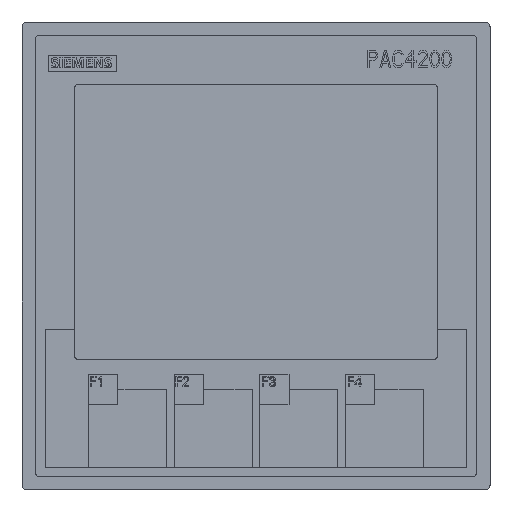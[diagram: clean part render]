
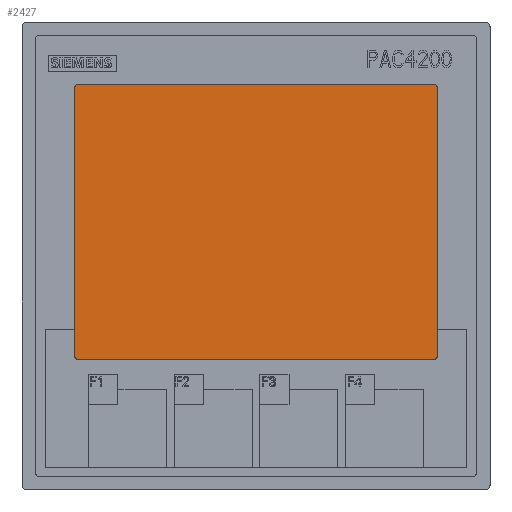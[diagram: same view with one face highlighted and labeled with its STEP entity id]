
A CAD part, top view. The second image highlights one B-rep face of the part: STEP entity #2427.
In plain terms, the highlighted planar face has unit normal (0, 0, 1).
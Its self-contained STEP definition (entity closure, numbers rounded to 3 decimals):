
#2427=ADVANCED_FACE('',(#6618),#6619,.T.);
#6618=FACE_OUTER_BOUND('',#12693,.T.);
#6619=PLANE('',#12694);
#12693=EDGE_LOOP('',(#21323,#21324,#21325,#21326,#21327,#21328,#21329,#21330,#21331,#21332,#21333,#21334));
#12694=AXIS2_PLACEMENT_3D('',#21335,#21336,#21337);
#21323=ORIENTED_EDGE('',*,*,#37602,.T.);
#21324=ORIENTED_EDGE('',*,*,#36171,.T.);
#21325=ORIENTED_EDGE('',*,*,#37606,.T.);
#21326=ORIENTED_EDGE('',*,*,#37608,.T.);
#21327=ORIENTED_EDGE('',*,*,#36166,.T.);
#21328=ORIENTED_EDGE('',*,*,#37614,.T.);
#21329=ORIENTED_EDGE('',*,*,#37616,.T.);
#21330=ORIENTED_EDGE('',*,*,#36160,.T.);
#21331=ORIENTED_EDGE('',*,*,#37622,.T.);
#21332=ORIENTED_EDGE('',*,*,#37624,.T.);
#21333=ORIENTED_EDGE('',*,*,#36155,.T.);
#21334=ORIENTED_EDGE('',*,*,#37627,.T.);
#21335=CARTESIAN_POINT('',(84.179,82.202,82.33));
#21336=DIRECTION('',(0.0,0.0,1.0));
#21337=DIRECTION('',(0.0,-1.0,0.0));
#36155=EDGE_CURVE('',#43031,#43032,#43033,.T.);
#36160=EDGE_CURVE('',#43040,#43041,#43042,.T.);
#36166=EDGE_CURVE('',#43051,#43052,#43053,.T.);
#36171=EDGE_CURVE('',#43060,#43061,#43062,.T.);
#37602=EDGE_CURVE('',#45704,#43060,#45705,.T.);
#37606=EDGE_CURVE('',#43061,#45708,#45710,.T.);
#37608=EDGE_CURVE('',#45708,#43051,#45712,.T.);
#37614=EDGE_CURVE('',#43052,#45719,#45721,.T.);
#37616=EDGE_CURVE('',#45719,#43040,#45723,.T.);
#37622=EDGE_CURVE('',#43041,#45730,#45732,.T.);
#37624=EDGE_CURVE('',#45730,#43031,#45734,.T.);
#37627=EDGE_CURVE('',#43032,#45704,#45737,.T.);
#43031=VERTEX_POINT('',#53429);
#43032=VERTEX_POINT('',#53430);
#43033=(B_SPLINE_CURVE(3,(#53432,#53433,#53434,#53435),.UNSPECIFIED.,.F.,.F.)B_SPLINE_CURVE_WITH_KNOTS((4,4),(0.0,1.0),.UNSPECIFIED.)RATIONAL_B_SPLINE_CURVE((1.0,0.949,0.949,1.0))BOUNDED_CURVE()REPRESENTATION_ITEM('')GEOMETRIC_REPRESENTATION_ITEM()CURVE());
#43040=VERTEX_POINT('',#53460);
#43041=VERTEX_POINT('',#53461);
#43042=(B_SPLINE_CURVE(3,(#53463,#53464,#53465,#53466),.UNSPECIFIED.,.F.,.F.)B_SPLINE_CURVE_WITH_KNOTS((4,4),(0.0,1.0),.UNSPECIFIED.)RATIONAL_B_SPLINE_CURVE((1.0,0.949,0.949,1.0))BOUNDED_CURVE()REPRESENTATION_ITEM('')GEOMETRIC_REPRESENTATION_ITEM()CURVE());
#43051=VERTEX_POINT('',#53503);
#43052=VERTEX_POINT('',#53504);
#43053=(B_SPLINE_CURVE(3,(#53506,#53507,#53508,#53509),.UNSPECIFIED.,.F.,.F.)B_SPLINE_CURVE_WITH_KNOTS((4,4),(0.0,1.0),.UNSPECIFIED.)RATIONAL_B_SPLINE_CURVE((1.0,0.949,0.949,1.0))BOUNDED_CURVE()REPRESENTATION_ITEM('')GEOMETRIC_REPRESENTATION_ITEM()CURVE());
#43060=VERTEX_POINT('',#53534);
#43061=VERTEX_POINT('',#53535);
#43062=(B_SPLINE_CURVE(3,(#53537,#53538,#53539,#53540),.UNSPECIFIED.,.F.,.F.)B_SPLINE_CURVE_WITH_KNOTS((4,4),(0.0,1.0),.UNSPECIFIED.)RATIONAL_B_SPLINE_CURVE((1.0,0.949,0.949,1.0))BOUNDED_CURVE()REPRESENTATION_ITEM('')GEOMETRIC_REPRESENTATION_ITEM()CURVE());
#45704=VERTEX_POINT('',#57795);
#45705=(B_SPLINE_CURVE(3,(#57797,#57798,#57799,#57800),.UNSPECIFIED.,.F.,.F.)B_SPLINE_CURVE_WITH_KNOTS((4,4),(0.0,1.0),.UNSPECIFIED.)RATIONAL_B_SPLINE_CURVE((1.0,0.949,0.949,1.0))BOUNDED_CURVE()REPRESENTATION_ITEM('')GEOMETRIC_REPRESENTATION_ITEM()CURVE());
#45708=VERTEX_POINT('',#57810);
#45710=LINE('',#57813,#57814);
#45712=(B_SPLINE_CURVE(3,(#57817,#57818,#57819,#57820),.UNSPECIFIED.,.F.,.F.)B_SPLINE_CURVE_WITH_KNOTS((4,4),(0.0,1.0),.UNSPECIFIED.)RATIONAL_B_SPLINE_CURVE((1.0,0.949,0.949,1.0))BOUNDED_CURVE()REPRESENTATION_ITEM('')GEOMETRIC_REPRESENTATION_ITEM()CURVE());
#45719=VERTEX_POINT('',#57836);
#45721=LINE('',#57839,#57840);
#45723=(B_SPLINE_CURVE(3,(#57843,#57844,#57845,#57846),.UNSPECIFIED.,.F.,.F.)B_SPLINE_CURVE_WITH_KNOTS((4,4),(0.0,1.0),.UNSPECIFIED.)RATIONAL_B_SPLINE_CURVE((1.0,0.949,0.949,1.0))BOUNDED_CURVE()REPRESENTATION_ITEM('')GEOMETRIC_REPRESENTATION_ITEM()CURVE());
#45730=VERTEX_POINT('',#57871);
#45732=LINE('',#57874,#57875);
#45734=(B_SPLINE_CURVE(3,(#57878,#57879,#57880,#57881),.UNSPECIFIED.,.F.,.F.)B_SPLINE_CURVE_WITH_KNOTS((4,4),(0.0,1.0),.UNSPECIFIED.)RATIONAL_B_SPLINE_CURVE((1.0,0.949,0.949,1.0))BOUNDED_CURVE()REPRESENTATION_ITEM('')GEOMETRIC_REPRESENTATION_ITEM()CURVE());
#45737=LINE('',#57900,#57901);
#53429=CARTESIAN_POINT('',(84.745,26.913,82.33));
#53430=CARTESIAN_POINT('',(84.979,27.478,82.33));
#53432=CARTESIAN_POINT('',(84.745,26.913,82.33));
#53433=CARTESIAN_POINT('',(84.897,27.065,82.33));
#53434=CARTESIAN_POINT('',(84.979,27.263,82.33));
#53435=CARTESIAN_POINT('',(84.979,27.478,82.33));
#53460=CARTESIAN_POINT('',(10.97,26.913,82.33));
#53461=CARTESIAN_POINT('',(11.536,26.678,82.33));
#53463=CARTESIAN_POINT('',(10.97,26.913,82.33));
#53464=CARTESIAN_POINT('',(11.122,26.761,82.33));
#53465=CARTESIAN_POINT('',(11.321,26.678,82.33));
#53466=CARTESIAN_POINT('',(11.536,26.678,82.33));
#53503=CARTESIAN_POINT('',(10.97,82.767,82.33));
#53504=CARTESIAN_POINT('',(10.736,82.202,82.33));
#53506=CARTESIAN_POINT('',(10.97,82.767,82.33));
#53507=CARTESIAN_POINT('',(10.818,82.615,82.33));
#53508=CARTESIAN_POINT('',(10.736,82.417,82.33));
#53509=CARTESIAN_POINT('',(10.736,82.202,82.33));
#53534=CARTESIAN_POINT('',(84.745,82.767,82.33));
#53535=CARTESIAN_POINT('',(84.179,83.002,82.33));
#53537=CARTESIAN_POINT('',(84.745,82.767,82.33));
#53538=CARTESIAN_POINT('',(84.593,82.919,82.33));
#53539=CARTESIAN_POINT('',(84.394,83.002,82.33));
#53540=CARTESIAN_POINT('',(84.179,83.002,82.33));
#57795=CARTESIAN_POINT('',(84.979,82.202,82.33));
#57797=CARTESIAN_POINT('',(84.979,82.202,82.33));
#57798=CARTESIAN_POINT('',(84.979,82.417,82.33));
#57799=CARTESIAN_POINT('',(84.897,82.615,82.33));
#57800=CARTESIAN_POINT('',(84.745,82.767,82.33));
#57810=CARTESIAN_POINT('',(11.536,83.002,82.33));
#57813=CARTESIAN_POINT('',(11.536,83.002,82.33));
#57814=VECTOR('',#70156,1.0);
#57817=CARTESIAN_POINT('',(11.536,83.002,82.33));
#57818=CARTESIAN_POINT('',(11.321,83.002,82.33));
#57819=CARTESIAN_POINT('',(11.122,82.919,82.33));
#57820=CARTESIAN_POINT('',(10.97,82.767,82.33));
#57836=CARTESIAN_POINT('',(10.736,27.478,82.33));
#57839=CARTESIAN_POINT('',(10.736,27.478,82.33));
#57840=VECTOR('',#70161,1.0);
#57843=CARTESIAN_POINT('',(10.736,27.478,82.33));
#57844=CARTESIAN_POINT('',(10.736,27.263,82.33));
#57845=CARTESIAN_POINT('',(10.818,27.065,82.33));
#57846=CARTESIAN_POINT('',(10.97,26.913,82.33));
#57871=CARTESIAN_POINT('',(84.179,26.678,82.33));
#57874=CARTESIAN_POINT('',(84.179,26.678,82.33));
#57875=VECTOR('',#70165,1.0);
#57878=CARTESIAN_POINT('',(84.179,26.678,82.33));
#57879=CARTESIAN_POINT('',(84.394,26.678,82.33));
#57880=CARTESIAN_POINT('',(84.593,26.761,82.33));
#57881=CARTESIAN_POINT('',(84.745,26.913,82.33));
#57900=CARTESIAN_POINT('',(84.979,82.202,82.33));
#57901=VECTOR('',#70166,1.0);
#70156=DIRECTION('',(-1.0,0.0,0.0));
#70161=DIRECTION('',(0.,-1.0,0.0));
#70165=DIRECTION('',(1.0,0.,0.0));
#70166=DIRECTION('',(0.,1.0,0.0));
